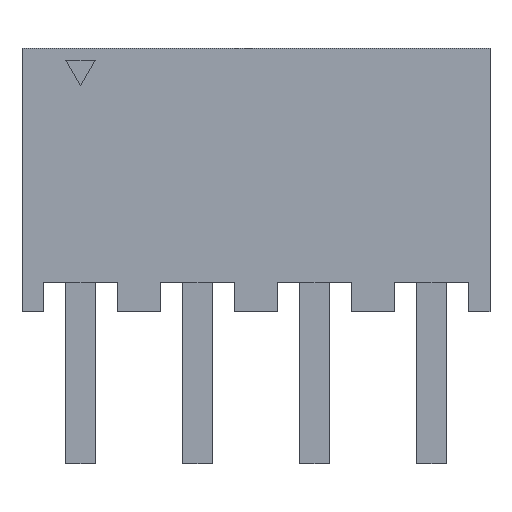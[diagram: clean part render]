
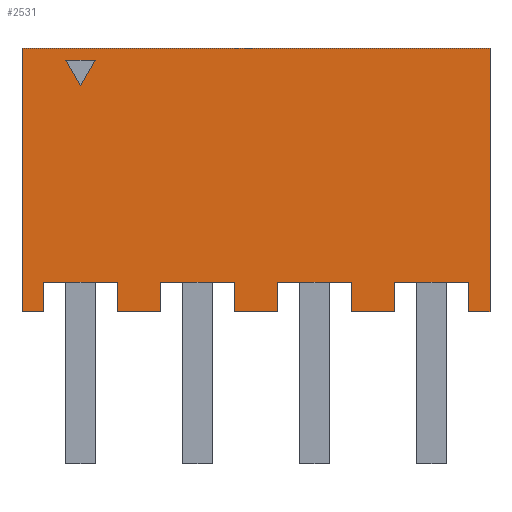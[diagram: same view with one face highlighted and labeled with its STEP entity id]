
A CAD part, front view. The second image highlights one B-rep face of the part: STEP entity #2531.
In plain terms, the highlighted planar face has unit normal (0, -1, 0).
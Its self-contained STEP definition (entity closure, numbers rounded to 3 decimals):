
#84=DIRECTION('',(1.,0.,0.));
#85=VECTOR('',#84,8.);
#86=CARTESIAN_POINT('',(-4.,-2.,0.));
#87=LINE('',#86,#85);
#276=DIRECTION('',(1.,0.,0.));
#277=VECTOR('',#276,0.375);
#278=CARTESIAN_POINT('',(3.625,-2.,-4.5));
#279=LINE('',#278,#277);
#308=DIRECTION('',(1.,0.,0.));
#309=VECTOR('',#308,0.75);
#310=CARTESIAN_POINT('',(1.625,-2.,-4.5));
#311=LINE('',#310,#309);
#340=DIRECTION('',(1.,0.,0.));
#341=VECTOR('',#340,0.75);
#342=CARTESIAN_POINT('',(-0.375,-2.,-4.5));
#343=LINE('',#342,#341);
#380=DIRECTION('',(1.,0.,0.));
#381=VECTOR('',#380,0.375);
#382=CARTESIAN_POINT('',(-4.,-2.,-4.5));
#383=LINE('',#382,#381);
#404=DIRECTION('',(1.,0.,0.));
#405=VECTOR('',#404,0.75);
#406=CARTESIAN_POINT('',(-2.375,-2.,-4.5));
#407=LINE('',#406,#405);
#432=DIRECTION('',(0.,0.,1.));
#433=VECTOR('',#432,0.5);
#434=CARTESIAN_POINT('',(-3.625,-2.,-4.5));
#435=LINE('',#434,#433);
#436=DIRECTION('',(0.,0.,-1.));
#437=VECTOR('',#436,4.5);
#438=CARTESIAN_POINT('',(-4.,-2.,0.));
#439=LINE('',#438,#437);
#440=DIRECTION('',(0.,0.,1.));
#441=VECTOR('',#440,0.5);
#442=CARTESIAN_POINT('',(3.625,-2.,-4.5));
#443=LINE('',#442,#441);
#444=DIRECTION('',(1.,0.,0.));
#445=VECTOR('',#444,1.25);
#446=CARTESIAN_POINT('',(2.375,-2.,-4.));
#447=LINE('',#446,#445);
#448=DIRECTION('',(0.,0.,1.));
#449=VECTOR('',#448,0.5);
#450=CARTESIAN_POINT('',(2.375,-2.,-4.5));
#451=LINE('',#450,#449);
#452=DIRECTION('',(0.,0.,1.));
#453=VECTOR('',#452,0.5);
#454=CARTESIAN_POINT('',(1.625,-2.,-4.5));
#455=LINE('',#454,#453);
#456=DIRECTION('',(1.,0.,0.));
#457=VECTOR('',#456,1.25);
#458=CARTESIAN_POINT('',(0.375,-2.,-4.));
#459=LINE('',#458,#457);
#460=DIRECTION('',(0.,0.,1.));
#461=VECTOR('',#460,0.5);
#462=CARTESIAN_POINT('',(0.375,-2.,-4.5));
#463=LINE('',#462,#461);
#464=DIRECTION('',(0.,0.,1.));
#465=VECTOR('',#464,0.5);
#466=CARTESIAN_POINT('',(-0.375,-2.,-4.5));
#467=LINE('',#466,#465);
#468=DIRECTION('',(1.,0.,0.));
#469=VECTOR('',#468,1.25);
#470=CARTESIAN_POINT('',(-1.625,-2.,-4.));
#471=LINE('',#470,#469);
#472=DIRECTION('',(0.,0.,1.));
#473=VECTOR('',#472,0.5);
#474=CARTESIAN_POINT('',(-1.625,-2.,-4.5));
#475=LINE('',#474,#473);
#476=DIRECTION('',(0.,0.,1.));
#477=VECTOR('',#476,0.5);
#478=CARTESIAN_POINT('',(-2.375,-2.,-4.5));
#479=LINE('',#478,#477);
#480=DIRECTION('',(1.,0.,0.));
#481=VECTOR('',#480,1.25);
#482=CARTESIAN_POINT('',(-3.625,-2.,-4.));
#483=LINE('',#482,#481);
#484=DIRECTION('',(0.5,0.,-0.866));
#485=VECTOR('',#484,0.5);
#486=CARTESIAN_POINT('',(-3.25,-2.,-0.2));
#487=LINE('',#486,#485);
#488=DIRECTION('',(0.5,0.,0.866));
#489=VECTOR('',#488,0.5);
#490=CARTESIAN_POINT('',(-3.,-2.,-0.633));
#491=LINE('',#490,#489);
#492=DIRECTION('',(-1.,0.,0.));
#493=VECTOR('',#492,0.5);
#494=CARTESIAN_POINT('',(-2.75,-2.,-0.2));
#495=LINE('',#494,#493);
#940=DIRECTION('',(0.,0.,-1.));
#941=VECTOR('',#940,4.5);
#942=CARTESIAN_POINT('',(4.,-2.,0.));
#943=LINE('',#942,#941);
#1613=CARTESIAN_POINT('',(-4.,-2.,0.));
#1615=VERTEX_POINT('',#1613);
#1616=CARTESIAN_POINT('',(4.,-2.,0.));
#1617=VERTEX_POINT('',#1616);
#1622=CARTESIAN_POINT('',(-4.,-2.,-4.5));
#1623=VERTEX_POINT('',#1622);
#1624=CARTESIAN_POINT('',(4.,-2.,-4.5));
#1625=VERTEX_POINT('',#1624);
#1644=CARTESIAN_POINT('',(2.375,-2.,-4.5));
#1646=VERTEX_POINT('',#1644);
#1652=CARTESIAN_POINT('',(3.625,-2.,-4.5));
#1654=VERTEX_POINT('',#1652);
#1660=CARTESIAN_POINT('',(2.375,-2.,-4.));
#1661=VERTEX_POINT('',#1660);
#1662=CARTESIAN_POINT('',(3.625,-2.,-4.));
#1663=VERTEX_POINT('',#1662);
#1756=CARTESIAN_POINT('',(0.375,-2.,-4.));
#1758=VERTEX_POINT('',#1756);
#1764=CARTESIAN_POINT('',(1.625,-2.,-4.));
#1766=VERTEX_POINT('',#1764);
#1852=CARTESIAN_POINT('',(0.375,-2.,-4.5));
#1854=VERTEX_POINT('',#1852);
#1860=CARTESIAN_POINT('',(1.625,-2.,-4.5));
#1862=VERTEX_POINT('',#1860);
#1868=CARTESIAN_POINT('',(-1.625,-2.,-4.));
#1870=VERTEX_POINT('',#1868);
#1876=CARTESIAN_POINT('',(-0.375,-2.,-4.));
#1878=VERTEX_POINT('',#1876);
#1964=CARTESIAN_POINT('',(-1.625,-2.,-4.5));
#1966=VERTEX_POINT('',#1964);
#1972=CARTESIAN_POINT('',(-0.375,-2.,-4.5));
#1974=VERTEX_POINT('',#1972);
#1980=CARTESIAN_POINT('',(-3.625,-2.,-4.));
#1982=VERTEX_POINT('',#1980);
#1988=CARTESIAN_POINT('',(-2.375,-2.,-4.));
#1990=VERTEX_POINT('',#1988);
#2076=CARTESIAN_POINT('',(-3.625,-2.,-4.5));
#2078=VERTEX_POINT('',#2076);
#2084=CARTESIAN_POINT('',(-2.375,-2.,-4.5));
#2086=VERTEX_POINT('',#2084);
#2098=CARTESIAN_POINT('',(-3.25,-2.,-0.2));
#2099=CARTESIAN_POINT('',(-3.,-2.,-0.633));
#2100=VERTEX_POINT('',#2098);
#2101=VERTEX_POINT('',#2099);
#2102=CARTESIAN_POINT('',(-2.75,-2.,-0.2));
#2103=VERTEX_POINT('',#2102);
#2484=CARTESIAN_POINT('',(-4.,-2.,0.));
#2485=DIRECTION('',(0.,-1.,0.));
#2486=DIRECTION('',(1.,0.,0.));
#2487=AXIS2_PLACEMENT_3D('',#2484,#2485,#2486);
#2488=PLANE('',#2487);
#2490=ORIENTED_EDGE('',*,*,#2489,.F.);
#2491=ORIENTED_EDGE('',*,*,#2434,.F.);
#2492=ORIENTED_EDGE('',*,*,#2212,.F.);
#2493=ORIENTED_EDGE('',*,*,#2115,.T.);
#2495=ORIENTED_EDGE('',*,*,#2494,.T.);
#2496=ORIENTED_EDGE('',*,*,#2339,.F.);
#2497=ORIENTED_EDGE('',*,*,#2313,.T.);
#2499=ORIENTED_EDGE('',*,*,#2498,.F.);
#2501=ORIENTED_EDGE('',*,*,#2500,.F.);
#2502=ORIENTED_EDGE('',*,*,#2369,.F.);
#2504=ORIENTED_EDGE('',*,*,#2503,.T.);
#2506=ORIENTED_EDGE('',*,*,#2505,.F.);
#2508=ORIENTED_EDGE('',*,*,#2507,.F.);
#2509=ORIENTED_EDGE('',*,*,#2400,.F.);
#2511=ORIENTED_EDGE('',*,*,#2510,.T.);
#2513=ORIENTED_EDGE('',*,*,#2512,.F.);
#2515=ORIENTED_EDGE('',*,*,#2514,.F.);
#2516=ORIENTED_EDGE('',*,*,#2460,.F.);
#2518=ORIENTED_EDGE('',*,*,#2517,.T.);
#2520=ORIENTED_EDGE('',*,*,#2519,.F.);
#2521=EDGE_LOOP('',(#2490,#2491,#2492,#2493,#2495,#2496,#2497,#2499,#2501,#2502,
#2504,#2506,#2508,#2509,#2511,#2513,#2515,#2516,#2518,#2520));
#2522=FACE_OUTER_BOUND('',#2521,.F.);
#2524=ORIENTED_EDGE('',*,*,#2523,.T.);
#2526=ORIENTED_EDGE('',*,*,#2525,.T.);
#2528=ORIENTED_EDGE('',*,*,#2527,.T.);
#2529=EDGE_LOOP('',(#2524,#2526,#2528));
#2530=FACE_BOUND('',#2529,.F.);
#2531=ADVANCED_FACE('',(#2522,#2530),#2488,.T.);
#2115=EDGE_CURVE('',#1615,#1617,#87,.T.);
#2212=EDGE_CURVE('',#1615,#1623,#439,.T.);
#2313=EDGE_CURVE('',#1654,#1663,#443,.T.);
#2339=EDGE_CURVE('',#1654,#1625,#279,.T.);
#2369=EDGE_CURVE('',#1862,#1646,#311,.T.);
#2400=EDGE_CURVE('',#1974,#1854,#343,.T.);
#2434=EDGE_CURVE('',#1623,#2078,#383,.T.);
#2460=EDGE_CURVE('',#2086,#1966,#407,.T.);
#2489=EDGE_CURVE('',#2078,#1982,#435,.T.);
#2494=EDGE_CURVE('',#1617,#1625,#943,.T.);
#2498=EDGE_CURVE('',#1661,#1663,#447,.T.);
#2500=EDGE_CURVE('',#1646,#1661,#451,.T.);
#2503=EDGE_CURVE('',#1862,#1766,#455,.T.);
#2505=EDGE_CURVE('',#1758,#1766,#459,.T.);
#2507=EDGE_CURVE('',#1854,#1758,#463,.T.);
#2510=EDGE_CURVE('',#1974,#1878,#467,.T.);
#2512=EDGE_CURVE('',#1870,#1878,#471,.T.);
#2514=EDGE_CURVE('',#1966,#1870,#475,.T.);
#2517=EDGE_CURVE('',#2086,#1990,#479,.T.);
#2519=EDGE_CURVE('',#1982,#1990,#483,.T.);
#2523=EDGE_CURVE('',#2100,#2101,#487,.T.);
#2525=EDGE_CURVE('',#2101,#2103,#491,.T.);
#2527=EDGE_CURVE('',#2103,#2100,#495,.T.);
